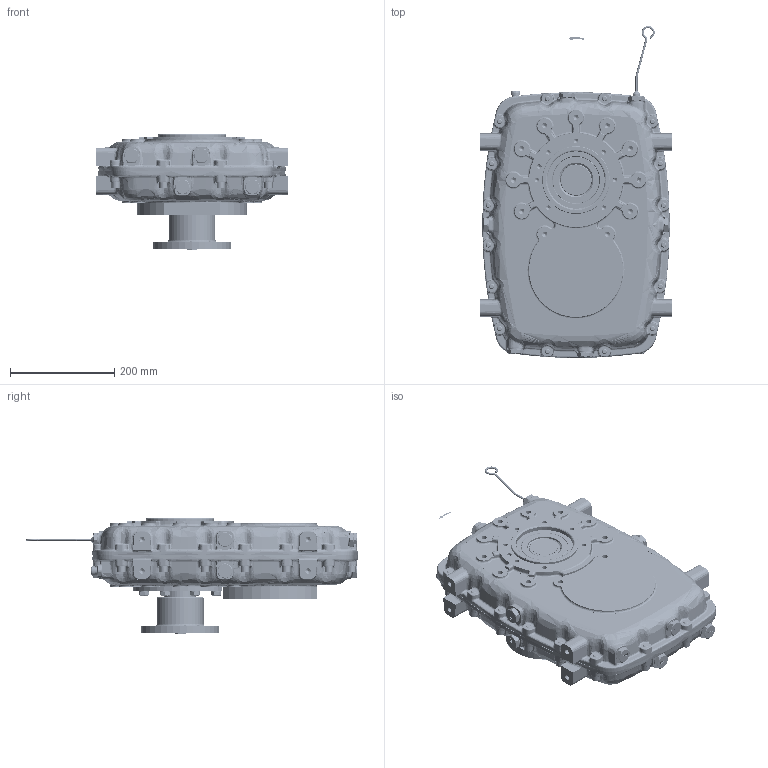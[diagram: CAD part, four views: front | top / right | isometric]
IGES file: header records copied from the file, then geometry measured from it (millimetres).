
Start section: SolidWorks IGES file using analytic representation for surfaces
Global section: file name: 1029011E.IGS; native system: SolidWorks 2007; preprocessor: SolidWorks 2007; author: piccagliad; date: 160323.142834; units: millimetre
Bounding box: 370 x 636.78 x 222.5 mm (x, y, z)
Surface area: 1709529.5 mm2 (no closed solid volume)
Topology: 0 solids, 0 shells, 7070 faces, 91565 edges, 91269 vertices
Faces by surface type: bspline 4600, revolution 2470
